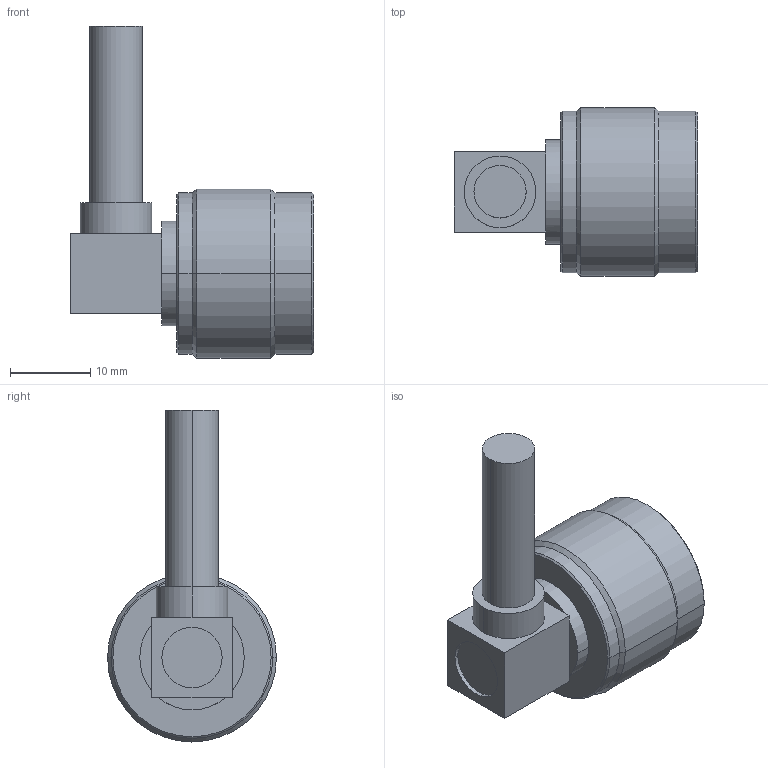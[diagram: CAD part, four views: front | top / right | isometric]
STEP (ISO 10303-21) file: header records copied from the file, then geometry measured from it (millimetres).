
FILE_DESCRIPTION(('STEP AP214'),'1');
FILE_NAME('n_right_angle_plug.stp','2023-08-04T08:10:55',(' '),(' '),'Spatial InterOp 3D',' ',' ');
FILE_SCHEMA(('AUTOMOTIVE_DESIGN { 1 0 10303 214 1 1 1 1 }'));
Length unit declared in the file: metre
Products named in the file (2): n_right_angle_plug; 172180
Assembly tree (1 placements, depth 2):
  n_right_angle_plug
    172180
Bounding box: 30.25 x 21 x 41.3 mm (x, y, z)
Volume: 6762.9 mm3; surface area: 3536.7 mm2
Topology: 1 solids, 1 shells, 75 faces, 163 edges, 98 vertices
Faces by surface type: cylinder 28, plane 22, cone 19, bspline 6
Entity records: 3953 total; most frequent: CARTESIAN_POINT 2270, DIRECTION 354, ORIENTED_EDGE 326, EDGE_CURVE 163, AXIS2_PLACEMENT_3D 143, VERTEX_POINT 98, EDGE_LOOP 83, ADVANCED_FACE 75
